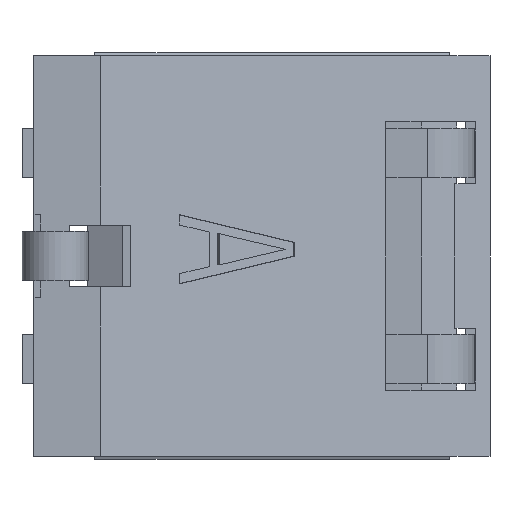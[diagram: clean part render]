
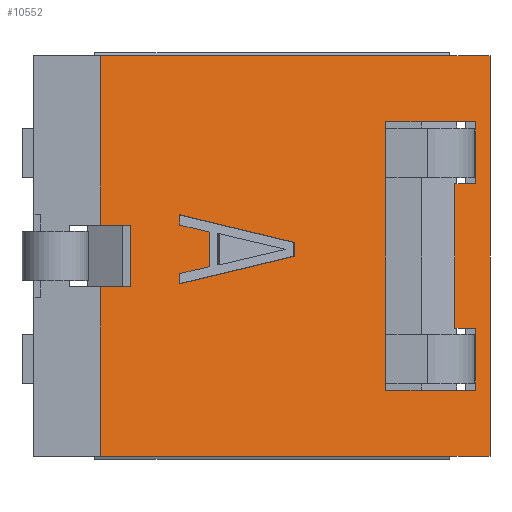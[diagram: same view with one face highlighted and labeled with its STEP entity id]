
A CAD part, left-side view. The second image highlights one B-rep face of the part: STEP entity #10552.
In plain terms, the highlighted planar face has unit normal (-0.924, -0.383, 0).
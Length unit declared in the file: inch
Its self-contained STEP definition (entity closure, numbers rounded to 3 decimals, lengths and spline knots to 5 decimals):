
#2475=DIRECTION('',(0.383,-0.924,0.));
#2476=VECTOR('',#2475,0.20457);
#2477=CARTESIAN_POINT('',(-0.109,0.0835,0.194));
#2478=LINE('',#2477,#2476);
#2764=DIRECTION('',(0.383,-0.924,0.));
#2765=VECTOR('',#2764,0.20457);
#2766=CARTESIAN_POINT('',(-0.109,0.0835,0.));
#2767=LINE('',#2766,#2765);
#2804=DIRECTION('',(0.,0.,1.));
#2805=VECTOR('',#2804,0.082);
#2806=CARTESIAN_POINT('',(-0.109,0.0835,0.));
#2807=LINE('',#2806,#2805);
#2808=DIRECTION('',(0.383,-0.924,0.));
#2809=VECTOR('',#2808,0.01624);
#2810=CARTESIAN_POINT('',(-0.109,0.0835,0.082));
#2811=LINE('',#2810,#2809);
#2812=DIRECTION('',(0.,0.,1.));
#2813=VECTOR('',#2812,0.03);
#2814=CARTESIAN_POINT('',(-0.10279,0.0685,0.082));
#2815=LINE('',#2814,#2813);
#2816=DIRECTION('',(0.383,-0.924,0.));
#2817=VECTOR('',#2816,0.01624);
#2818=CARTESIAN_POINT('',(-0.109,0.0835,0.112));
#2819=LINE('',#2818,#2817);
#2820=DIRECTION('',(0.,0.,1.));
#2821=VECTOR('',#2820,0.082);
#2822=CARTESIAN_POINT('',(-0.109,0.0835,0.112));
#2823=LINE('',#2822,#2821);
#2824=DIRECTION('',(0.,0.,1.));
#2825=VECTOR('',#2824,0.00671);
#2826=CARTESIAN_POINT('',(-0.06987,-0.01098,
0.09688));
#2827=LINE('',#2826,#2825);
#2828=DIRECTION('',(-0.374,0.902,0.217));
#2829=VECTOR('',#2828,0.06183);
#2830=CARTESIAN_POINT('',(-0.06987,-0.01098,
0.10359));
#2831=LINE('',#2830,#2829);
#2832=DIRECTION('',(0.,0.,-1.));
#2833=VECTOR('',#2832,0.00503);
#2834=CARTESIAN_POINT('',(-0.09296,0.04479,
0.117));
#2835=LINE('',#2834,#2833);
#2836=DIRECTION('',(0.374,-0.903,-0.213));
#2837=VECTOR('',#2836,0.01577);
#2838=CARTESIAN_POINT('',(-0.09296,0.04479,
0.11197));
#2839=LINE('',#2838,#2837);
#2840=DIRECTION('',(0.,0.,-1.));
#2841=VECTOR('',#2840,0.01677);
#2842=CARTESIAN_POINT('',(-0.08707,0.03055,
0.10862));
#2843=LINE('',#2842,#2841);
#2844=DIRECTION('',(-0.374,0.903,-0.213));
#2845=VECTOR('',#2844,0.01577);
#2846=CARTESIAN_POINT('',(-0.08707,0.03055,
0.09185));
#2847=LINE('',#2846,#2845);
#2848=DIRECTION('',(0.,0.,-1.));
#2849=VECTOR('',#2848,0.00503);
#2850=CARTESIAN_POINT('',(-0.09296,0.04479,
0.0885));
#2851=LINE('',#2850,#2849);
#2852=DIRECTION('',(0.374,-0.902,0.217));
#2853=VECTOR('',#2852,0.06183);
#2854=CARTESIAN_POINT('',(-0.09296,0.04479,
0.08347));
#2855=LINE('',#2854,#2853);
#2868=DIRECTION('',(0.,0.,-1.));
#2869=VECTOR('',#2868,0.03);
#2870=CARTESIAN_POINT('',(-0.03361,-0.0985,0.062));
#2871=LINE('',#2870,#2869);
#2872=DIRECTION('',(0.,0.,1.));
#2873=VECTOR('',#2872,0.07);
#2874=CARTESIAN_POINT('',(-0.03776,-0.0885,0.062));
#2875=LINE('',#2874,#2873);
#2876=DIRECTION('',(0.,0.,-1.));
#2877=VECTOR('',#2876,0.03);
#2878=CARTESIAN_POINT('',(-0.03361,-0.0985,0.162));
#2879=LINE('',#2878,#2877);
#2880=DIRECTION('',(0.383,-0.924,0.));
#2881=VECTOR('',#2880,0.04708);
#2882=CARTESIAN_POINT('',(-0.05163,-0.055,0.162));
#2883=LINE('',#2882,#2881);
#2884=DIRECTION('',(0.,0.,1.));
#2885=VECTOR('',#2884,0.13);
#2886=CARTESIAN_POINT('',(-0.05163,-0.055,0.032));
#2887=LINE('',#2886,#2885);
#2888=DIRECTION('',(-0.383,0.924,0.));
#2889=VECTOR('',#2888,0.04708);
#2890=CARTESIAN_POINT('',(-0.03361,-0.0985,0.032));
#2891=LINE('',#2890,#2889);
#3788=DIRECTION('',(0.383,-0.924,0.));
#3789=VECTOR('',#3788,0.01082);
#3790=CARTESIAN_POINT('',(-0.03776,-0.0885,0.132));
#3791=LINE('',#3790,#3789);
#3937=DIRECTION('',(0.383,-0.924,0.));
#3938=VECTOR('',#3937,0.01082);
#3939=CARTESIAN_POINT('',(-0.03776,-0.0885,0.062));
#3940=LINE('',#3939,#3938);
#4089=DIRECTION('',(0.,0.,1.));
#4090=VECTOR('',#4089,0.194);
#4091=CARTESIAN_POINT('',(-0.03071,-0.1055,0.));
#4092=LINE('',#4091,#4090);
#5506=CARTESIAN_POINT('',(-0.109,0.0835,0.));
#5507=CARTESIAN_POINT('',(-0.03071,-0.1055,0.));
#5508=VERTEX_POINT('',#5506);
#5509=VERTEX_POINT('',#5507);
#5516=CARTESIAN_POINT('',(-0.109,0.0835,0.194));
#5517=CARTESIAN_POINT('',(-0.03071,-0.1055,0.194));
#5518=VERTEX_POINT('',#5516);
#5519=VERTEX_POINT('',#5517);
#5614=CARTESIAN_POINT('',(-0.03361,-0.0985,0.032));
#5615=CARTESIAN_POINT('',(-0.05163,-0.055,0.032));
#5616=VERTEX_POINT('',#5614);
#5617=VERTEX_POINT('',#5615);
#5618=CARTESIAN_POINT('',(-0.05163,-0.055,0.162));
#5619=VERTEX_POINT('',#5618);
#5620=CARTESIAN_POINT('',(-0.03361,-0.0985,0.162));
#5621=VERTEX_POINT('',#5620);
#5634=CARTESIAN_POINT('',(-0.109,0.0835,0.082));
#5635=VERTEX_POINT('',#5634);
#5636=CARTESIAN_POINT('',(-0.109,0.0835,0.112));
#5637=VERTEX_POINT('',#5636);
#5692=CARTESIAN_POINT('',(-0.06987,-0.01098,
0.09688));
#5693=CARTESIAN_POINT('',(-0.06987,-0.01098,
0.10359));
#5694=VERTEX_POINT('',#5692);
#5695=VERTEX_POINT('',#5693);
#5696=CARTESIAN_POINT('',(-0.09296,0.04479,
0.117));
#5697=VERTEX_POINT('',#5696);
#5698=CARTESIAN_POINT('',(-0.09296,0.04479,
0.11197));
#5699=VERTEX_POINT('',#5698);
#5700=CARTESIAN_POINT('',(-0.08707,0.03055,
0.10862));
#5701=VERTEX_POINT('',#5700);
#5702=CARTESIAN_POINT('',(-0.08707,0.03055,
0.09185));
#5703=VERTEX_POINT('',#5702);
#5704=CARTESIAN_POINT('',(-0.09296,0.04479,
0.0885));
#5705=VERTEX_POINT('',#5704);
#5706=CARTESIAN_POINT('',(-0.09296,0.04479,
0.08347));
#5707=VERTEX_POINT('',#5706);
#5762=CARTESIAN_POINT('',(-0.03776,-0.0885,0.062));
#5763=CARTESIAN_POINT('',(-0.03776,-0.0885,0.132));
#5764=VERTEX_POINT('',#5762);
#5765=VERTEX_POINT('',#5763);
#5774=CARTESIAN_POINT('',(-0.03361,-0.0985,0.132));
#5775=VERTEX_POINT('',#5774);
#5776=CARTESIAN_POINT('',(-0.03361,-0.0985,0.062));
#5777=VERTEX_POINT('',#5776);
#5786=CARTESIAN_POINT('',(-0.10279,0.0685,0.112));
#5787=VERTEX_POINT('',#5786);
#5788=CARTESIAN_POINT('',(-0.10279,0.0685,0.082));
#5789=VERTEX_POINT('',#5788);
#10500=CARTESIAN_POINT('',(-0.109,0.0835,0.));
#10501=DIRECTION('',(-0.924,-0.383,0.));
#10502=DIRECTION('',(0.383,-0.924,0.));
#10503=AXIS2_PLACEMENT_3D('',#10500,#10501,#10502);
#10504=PLANE('',#10503);
#10505=ORIENTED_EDGE('',*,*,#9849,.T.);
#10507=ORIENTED_EDGE('',*,*,#10506,.T.);
#10509=ORIENTED_EDGE('',*,*,#10508,.T.);
#10510=ORIENTED_EDGE('',*,*,#10342,.F.);
#10511=ORIENTED_EDGE('',*,*,#9834,.T.);
#10512=ORIENTED_EDGE('',*,*,#10133,.T.);
#10514=ORIENTED_EDGE('',*,*,#10513,.F.);
#10515=ORIENTED_EDGE('',*,*,#10477,.F.);
#10516=EDGE_LOOP('',(#10505,#10507,#10509,#10510,#10511,#10512,#10514,#10515));
#10517=FACE_OUTER_BOUND('',#10516,.F.);
#10519=ORIENTED_EDGE('',*,*,#10518,.T.);
#10521=ORIENTED_EDGE('',*,*,#10520,.T.);
#10523=ORIENTED_EDGE('',*,*,#10522,.T.);
#10525=ORIENTED_EDGE('',*,*,#10524,.T.);
#10527=ORIENTED_EDGE('',*,*,#10526,.T.);
#10529=ORIENTED_EDGE('',*,*,#10528,.T.);
#10531=ORIENTED_EDGE('',*,*,#10530,.T.);
#10533=ORIENTED_EDGE('',*,*,#10532,.T.);
#10534=EDGE_LOOP('',(#10519,#10521,#10523,#10525,#10527,#10529,#10531,#10533));
#10535=FACE_BOUND('',#10534,.F.);
#10537=ORIENTED_EDGE('',*,*,#10536,.F.);
#10539=ORIENTED_EDGE('',*,*,#10538,.F.);
#10540=ORIENTED_EDGE('',*,*,#9465,.T.);
#10542=ORIENTED_EDGE('',*,*,#10541,.T.);
#10544=ORIENTED_EDGE('',*,*,#10543,.F.);
#10546=ORIENTED_EDGE('',*,*,#10545,.F.);
#10548=ORIENTED_EDGE('',*,*,#10547,.F.);
#10549=ORIENTED_EDGE('',*,*,#10228,.F.);
#10550=EDGE_LOOP('',(#10537,#10539,#10540,#10542,#10544,#10546,#10548,#10549));
#10551=FACE_BOUND('',#10550,.F.);
#10552=ADVANCED_FACE('',(#10517,#10535,#10551),#10504,.T.);
#9465=EDGE_CURVE('',#5764,#5765,#2875,.T.);
#9834=EDGE_CURVE('',#5637,#5518,#2823,.T.);
#9849=EDGE_CURVE('',#5508,#5635,#2807,.T.);
#10133=EDGE_CURVE('',#5518,#5519,#2478,.T.);
#10228=EDGE_CURVE('',#5616,#5617,#2891,.T.);
#10342=EDGE_CURVE('',#5637,#5787,#2819,.T.);
#10477=EDGE_CURVE('',#5508,#5509,#2767,.T.);
#10506=EDGE_CURVE('',#5635,#5789,#2811,.T.);
#10508=EDGE_CURVE('',#5789,#5787,#2815,.T.);
#10513=EDGE_CURVE('',#5509,#5519,#4092,.T.);
#10518=EDGE_CURVE('',#5694,#5695,#2827,.T.);
#10520=EDGE_CURVE('',#5695,#5697,#2831,.T.);
#10522=EDGE_CURVE('',#5697,#5699,#2835,.T.);
#10524=EDGE_CURVE('',#5699,#5701,#2839,.T.);
#10526=EDGE_CURVE('',#5701,#5703,#2843,.T.);
#10528=EDGE_CURVE('',#5703,#5705,#2847,.T.);
#10530=EDGE_CURVE('',#5705,#5707,#2851,.T.);
#10532=EDGE_CURVE('',#5707,#5694,#2855,.T.);
#10536=EDGE_CURVE('',#5777,#5616,#2871,.T.);
#10538=EDGE_CURVE('',#5764,#5777,#3940,.T.);
#10541=EDGE_CURVE('',#5765,#5775,#3791,.T.);
#10543=EDGE_CURVE('',#5621,#5775,#2879,.T.);
#10545=EDGE_CURVE('',#5619,#5621,#2883,.T.);
#10547=EDGE_CURVE('',#5617,#5619,#2887,.T.);
